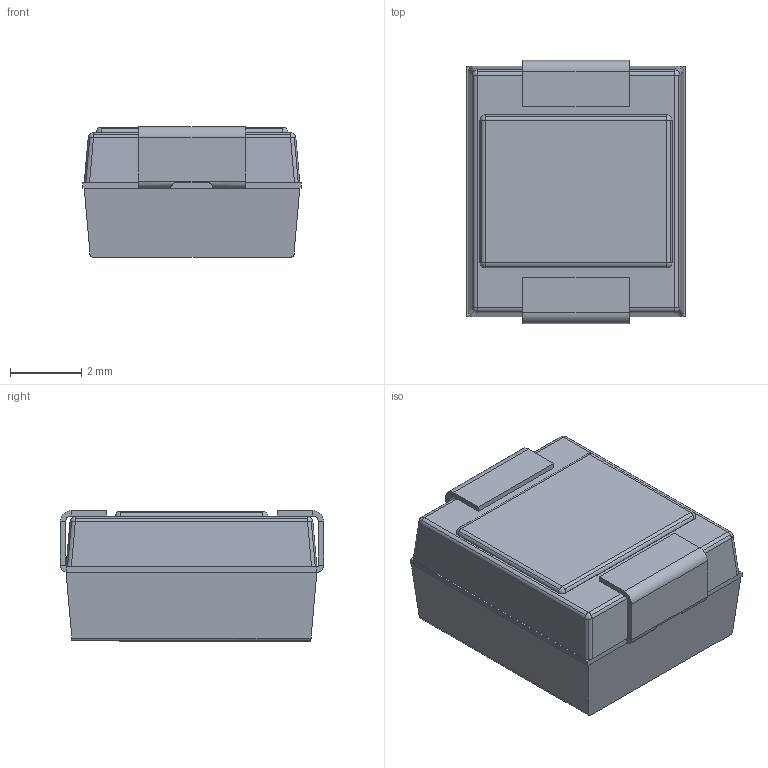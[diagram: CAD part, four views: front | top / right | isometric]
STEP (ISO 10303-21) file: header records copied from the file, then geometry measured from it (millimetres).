
FILE_DESCRIPTION (( 'STEP AP214' ), '1' );
FILE_NAME ('TAN_V.stp', '2019-02-13T01:05:00', ( '' ), ( '' ), 'SwSTEP 2.0', 'SolidWorks 2018', '' );
FILE_SCHEMA (( 'AUTOMOTIVE_DESIGN' ));
Length unit declared in the file: millimetre
Products named in the file (1): TAN_V
Bounding box: 6.15 x 7.4 x 3.67 mm (x, y, z)
Volume: 148.5 mm3; surface area: 201.7 mm2
Topology: 1 solids, 1 shells, 117 faces, 294 edges, 176 vertices
Faces by surface type: plane 57, cylinder 48, sphere 8, bspline 4
Entity records: 4558 total; most frequent: CARTESIAN_POINT 1246, ORIENTED_EDGE 588, DIRECTION 556, EDGE_CURVE 294, AXIS2_PLACEMENT_3D 186, VECTOR 184, LINE 184, VERTEX_POINT 176
